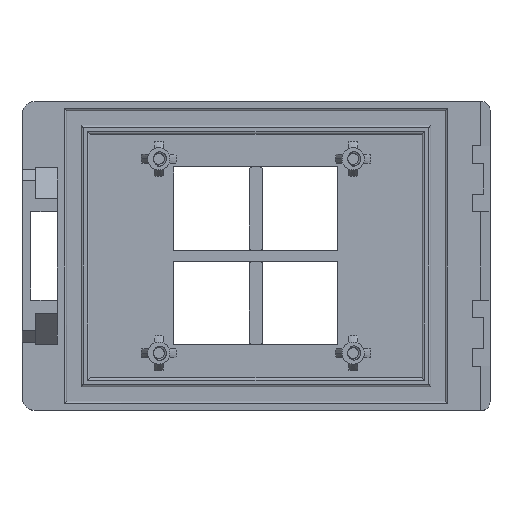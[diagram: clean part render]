
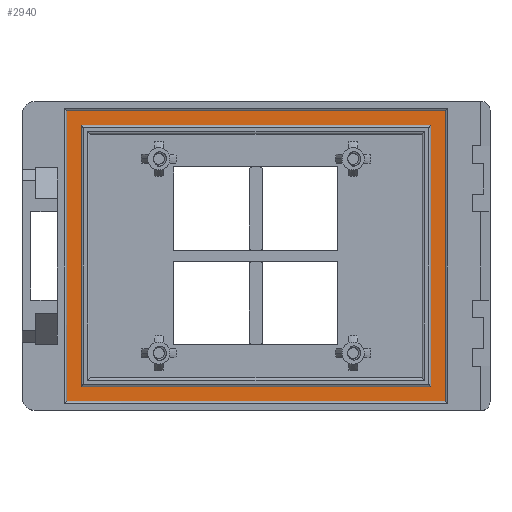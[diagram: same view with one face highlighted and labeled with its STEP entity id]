
A CAD part, top view. The second image highlights one B-rep face of the part: STEP entity #2940.
In plain terms, the highlighted planar face has unit normal (0, 0, 1).
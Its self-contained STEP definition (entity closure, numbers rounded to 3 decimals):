
#30 = VERTEX_POINT ( 'NONE', #11987 ) ;
#263 = CARTESIAN_POINT ( 'NONE',  ( -39.6, 29.6, 5. ) ) ;
#523 = VECTOR ( 'NONE', #8422, 1000. ) ;
#660 = CARTESIAN_POINT ( 'NONE',  ( -42.9, 32.9, 5. ) ) ;
#817 = CARTESIAN_POINT ( 'NONE',  ( -39.6, -29.6, 5. ) ) ;
#841 = ORIENTED_EDGE ( 'NONE', *, *, #8668, .F. ) ;
#894 = LINE ( 'NONE', #9156, #3540 ) ;
#1106 = CARTESIAN_POINT ( 'NONE',  ( -42.9, -32.9, 5. ) ) ;
#1372 = CARTESIAN_POINT ( 'NONE',  ( 42.9, -32.9, 5. ) ) ;
#1497 = EDGE_CURVE ( 'NONE', #1987, #30, #2687, .T. ) ;
#1552 = DIRECTION ( 'NONE',  ( 0., 1., 0. ) ) ;
#1964 = LINE ( 'NONE', #1106, #12855 ) ;
#1987 = VERTEX_POINT ( 'NONE', #5923 ) ;
#2075 = EDGE_LOOP ( 'NONE', ( #8883, #3672, #13451, #11190 ) ) ;
#2440 = CARTESIAN_POINT ( 'NONE',  ( 39.6, 29.6, 5. ) ) ;
#2481 = DIRECTION ( 'NONE',  ( 0., 0., 1. ) ) ;
#2506 = VERTEX_POINT ( 'NONE', #5040 ) ;
#2542 = AXIS2_PLACEMENT_3D ( 'NONE', #11985, #2481, #5680 ) ;
#2687 = LINE ( 'NONE', #660, #4278 ) ;
#2689 = VECTOR ( 'NONE', #7065, 1000. ) ;
#2892 = DIRECTION ( 'NONE',  ( 0., -1., 0. ) ) ;
#2940 = ADVANCED_FACE ( 'NONE', ( #9322, #3522 ), #7746, .T. ) ;
#3123 = VERTEX_POINT ( 'NONE', #2440 ) ;
#3407 = LINE ( 'NONE', #8674, #523 ) ;
#3522 = FACE_OUTER_BOUND ( 'NONE', #2075, .T. ) ;
#3540 = VECTOR ( 'NONE', #1552, 1000. ) ;
#3672 = ORIENTED_EDGE ( 'NONE', *, *, #1497, .T. ) ;
#3744 = LINE ( 'NONE', #817, #2689 ) ;
#4278 = VECTOR ( 'NONE', #2892, 1000. ) ;
#4709 = DIRECTION ( 'NONE',  ( 0., 1., 0. ) ) ;
#4732 = VERTEX_POINT ( 'NONE', #263 ) ;
#4792 = CARTESIAN_POINT ( 'NONE',  ( -39.6, -29.6, 5. ) ) ;
#4935 = CARTESIAN_POINT ( 'NONE',  ( 39.6, -29.6, 5. ) ) ;
#5040 = CARTESIAN_POINT ( 'NONE',  ( 42.9, -32.9, 5. ) ) ;
#5216 = DIRECTION ( 'NONE',  ( 1., 0., 0. ) ) ;
#5499 = CARTESIAN_POINT ( 'NONE',  ( -39.6, 29.6, 5. ) ) ;
#5680 = DIRECTION ( 'NONE',  ( 1., 0., 0. ) ) ;
#5923 = CARTESIAN_POINT ( 'NONE',  ( -42.9, 32.9, 5. ) ) ;
#5948 = VECTOR ( 'NONE', #8617, 1000. ) ;
#7012 = LINE ( 'NONE', #9296, #9932 ) ;
#7065 = DIRECTION ( 'NONE',  ( 1., 0., 0. ) ) ;
#7164 = EDGE_CURVE ( 'NONE', #3123, #4732, #7012, .T. ) ;
#7234 = ORIENTED_EDGE ( 'NONE', *, *, #9215, .F. ) ;
#7682 = LINE ( 'NONE', #1372, #11532 ) ;
#7746 = PLANE ( 'NONE',  #2542 ) ;
#8118 = DIRECTION ( 'NONE',  ( -1., 0., 0. ) ) ;
#8422 = DIRECTION ( 'NONE',  ( -1., 0., 0. ) ) ;
#8508 = EDGE_CURVE ( 'NONE', #4732, #12974, #12765, .T. ) ;
#8617 = DIRECTION ( 'NONE',  ( 0., -1., 0. ) ) ;
#8668 = EDGE_CURVE ( 'NONE', #10696, #3123, #894, .T. ) ;
#8674 = CARTESIAN_POINT ( 'NONE',  ( 42.9, 32.9, 5. ) ) ;
#8883 = ORIENTED_EDGE ( 'NONE', *, *, #10414, .T. ) ;
#9079 = EDGE_CURVE ( 'NONE', #2506, #13194, #7682, .T. ) ;
#9156 = CARTESIAN_POINT ( 'NONE',  ( 39.6, -29.6, 5. ) ) ;
#9215 = EDGE_CURVE ( 'NONE', #12974, #10696, #3744, .T. ) ;
#9296 = CARTESIAN_POINT ( 'NONE',  ( 39.6, 29.6, 5. ) ) ;
#9322 = FACE_BOUND ( 'NONE', #12729, .T. ) ;
#9932 = VECTOR ( 'NONE', #8118, 1000. ) ;
#10164 = ORIENTED_EDGE ( 'NONE', *, *, #8508, .F. ) ;
#10414 = EDGE_CURVE ( 'NONE', #13194, #1987, #3407, .T. ) ;
#10696 = VERTEX_POINT ( 'NONE', #4935 ) ;
#11190 = ORIENTED_EDGE ( 'NONE', *, *, #9079, .T. ) ;
#11532 = VECTOR ( 'NONE', #4709, 1000. ) ;
#11985 = CARTESIAN_POINT ( 'NONE',  ( 0., 0., 5. ) ) ;
#11987 = CARTESIAN_POINT ( 'NONE',  ( -42.9, -32.9, 5. ) ) ;
#11994 = CARTESIAN_POINT ( 'NONE',  ( 42.9, 32.9, 5. ) ) ;
#12195 = ORIENTED_EDGE ( 'NONE', *, *, #7164, .F. ) ;
#12517 = EDGE_CURVE ( 'NONE', #30, #2506, #1964, .T. ) ;
#12729 = EDGE_LOOP ( 'NONE', ( #7234, #10164, #12195, #841 ) ) ;
#12765 = LINE ( 'NONE', #5499, #5948 ) ;
#12855 = VECTOR ( 'NONE', #5216, 1000. ) ;
#12974 = VERTEX_POINT ( 'NONE', #4792 ) ;
#13194 = VERTEX_POINT ( 'NONE', #11994 ) ;
#13451 = ORIENTED_EDGE ( 'NONE', *, *, #12517, .T. ) ;
